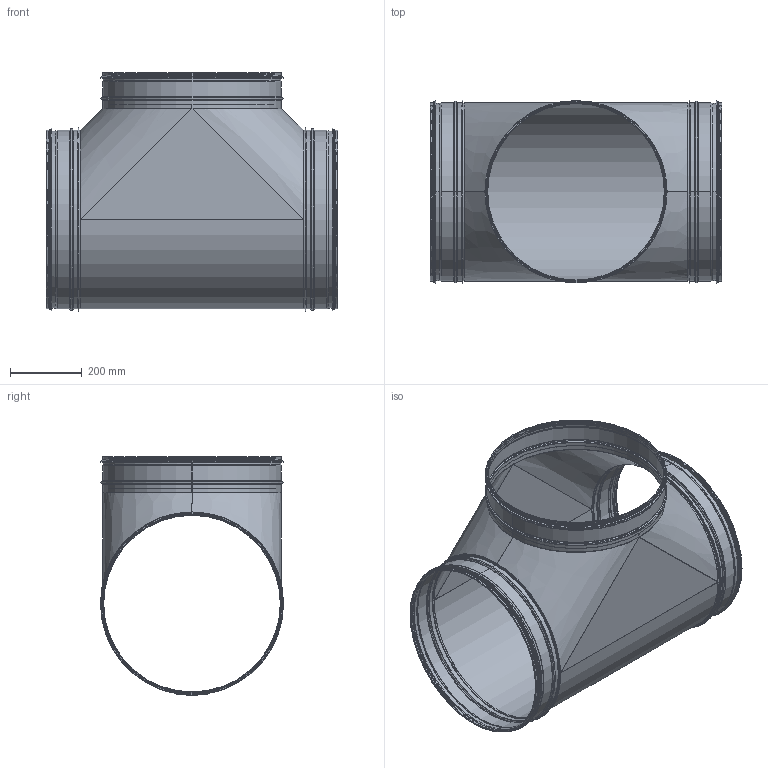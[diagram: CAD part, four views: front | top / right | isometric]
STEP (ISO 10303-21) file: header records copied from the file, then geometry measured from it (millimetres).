
FILE_DESCRIPTION((''),'2;1');
FILE_NAME('HTK_500-500.stp','2014-02-21T07:13:43',(''),(''),'Autodesk Inventor 2013','Autodesk Inventor 2013','');
FILE_SCHEMA(('AUTOMOTIVE_DESIGN { 1 2 10303 214 0 1 1 1 }'));
Length unit declared in the file: millimetre
Products named in the file (11): HTK_500-500; HTKRörämne_500-500; HTKRörämnesdel2-500-500; HTKRörämnesdel1-500-500; HTKRörämnesdel3-500-500; HTKRörämnesdel4-500-500; StosStödsick-500; StosStödsickRörämne-500; 999010; HSGMedFals-500; HSGMedFalsRörämne-500
Assembly tree (13 placements, depth 3):
  HTK_500-500
    HTKRörämne_500-500
      HTKRörämnesdel2-500-500
      HTKRörämnesdel1-500-500
      HTKRörämnesdel3-500-500
      HTKRörämnesdel4-500-500  x2
    StosStödsick-500
      StosStödsickRörämne-500
      999010
    HSGMedFals-500  x2
      HSGMedFalsRörämne-500
      999010
Bounding box: 814 x 513.18 x 667.19 mm (x, y, z)
Volume: 930252.1 mm3; surface area: 3334552.5 mm2
Topology: 11 solids, 11 shells, 340 faces, 660 edges, 349 vertices
Faces by surface type: plane 168, torus 72, cylinder 54, cone 30, bspline 16
Full cylindrical faces by diameter (mm): 492.95 x3, 493.95 x3, 495.15 x3, 497.25 x1, 497.75 x20, 498.25 x1, 498.75 x11, 501.75 x2, 504.15 x3, 508.75 x2, 509.15 x3
Entity records: 6433 total; most frequent: CARTESIAN_POINT 1662, DIRECTION 994, ORIENTED_EDGE 792, AXIS2_PLACEMENT_3D 401, EDGE_CURVE 396, EDGE_LOOP 229, STYLED_ITEM 217, VERTEX_POINT 215
